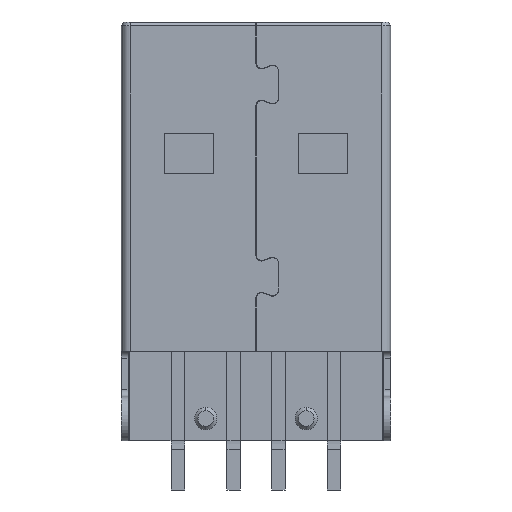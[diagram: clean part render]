
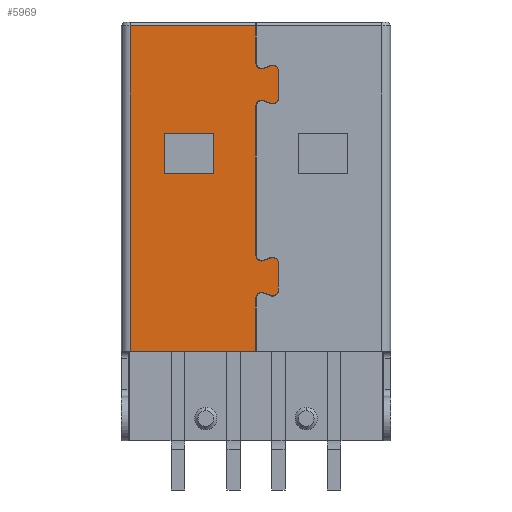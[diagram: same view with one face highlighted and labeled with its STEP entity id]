
A CAD part, front view. The second image highlights one B-rep face of the part: STEP entity #5969.
In plain terms, the highlighted planar face has unit normal (0, -1, 0).
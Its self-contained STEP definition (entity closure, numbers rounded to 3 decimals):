
#1310=DIRECTION('',(0.,0.,-1.));
#1311=VECTOR('',#1310,1.677);
#1312=CARTESIAN_POINT('',(0.,-2.25,9.202));
#1313=LINE('',#1312,#1311);
#1314=CARTESIAN_POINT('',(0.25,-2.25,7.525));
#1315=DIRECTION('',(0.,-1.,0.));
#1316=DIRECTION('',(-1.,0.,0.));
#1317=AXIS2_PLACEMENT_3D('',#1314,#1315,#1316);
#1319=DIRECTION('',(0.94,0.,0.342));
#1320=VECTOR('',#1319,0.35);
#1321=CARTESIAN_POINT('',(0.336,-2.25,7.29));
#1322=LINE('',#1321,#1320);
#1323=CARTESIAN_POINT('',(0.75,-2.25,7.175));
#1324=DIRECTION('',(0.,-1.,0.));
#1325=DIRECTION('',(1.,0.,0.));
#1326=AXIS2_PLACEMENT_3D('',#1323,#1324,#1325);
#1328=DIRECTION('',(0.,0.,-1.));
#1329=VECTOR('',#1328,1.2);
#1330=CARTESIAN_POINT('',(1.,-2.25,7.175));
#1331=LINE('',#1330,#1329);
#1332=CARTESIAN_POINT('',(0.75,-2.25,5.975));
#1333=DIRECTION('',(0.,-1.,0.));
#1334=DIRECTION('',(-0.342,0.,-0.94));
#1335=AXIS2_PLACEMENT_3D('',#1332,#1333,#1334);
#1337=DIRECTION('',(-0.94,0.,0.342));
#1338=VECTOR('',#1337,0.35);
#1339=CARTESIAN_POINT('',(0.664,-2.25,5.74));
#1340=LINE('',#1339,#1338);
#1341=CARTESIAN_POINT('',(0.25,-2.25,5.625));
#1342=DIRECTION('',(0.,-1.,0.));
#1343=DIRECTION('',(0.342,0.,0.94));
#1344=AXIS2_PLACEMENT_3D('',#1341,#1342,#1343);
#1346=DIRECTION('',(0.,0.,-1.));
#1347=VECTOR('',#1346,6.7);
#1348=CARTESIAN_POINT('',(0.,-2.25,5.625));
#1349=LINE('',#1348,#1347);
#1350=CARTESIAN_POINT('',(0.25,-2.25,-1.075));
#1351=DIRECTION('',(0.,-1.,0.));
#1352=DIRECTION('',(-1.,0.,0.));
#1353=AXIS2_PLACEMENT_3D('',#1350,#1351,#1352);
#1355=DIRECTION('',(0.94,0.,0.342));
#1356=VECTOR('',#1355,0.35);
#1357=CARTESIAN_POINT('',(0.336,-2.25,-1.31));
#1358=LINE('',#1357,#1356);
#1359=CARTESIAN_POINT('',(0.75,-2.25,-1.425));
#1360=DIRECTION('',(0.,-1.,0.));
#1361=DIRECTION('',(1.,0.,0.));
#1362=AXIS2_PLACEMENT_3D('',#1359,#1360,#1361);
#1364=DIRECTION('',(0.,0.,-1.));
#1365=VECTOR('',#1364,1.2);
#1366=CARTESIAN_POINT('',(1.,-2.25,-1.425));
#1367=LINE('',#1366,#1365);
#1368=CARTESIAN_POINT('',(0.75,-2.25,-2.625));
#1369=DIRECTION('',(0.,-1.,0.));
#1370=DIRECTION('',(-0.342,0.,-0.94));
#1371=AXIS2_PLACEMENT_3D('',#1368,#1369,#1370);
#1373=DIRECTION('',(-0.94,0.,0.342));
#1374=VECTOR('',#1373,0.35);
#1375=CARTESIAN_POINT('',(0.664,-2.25,-2.86));
#1376=LINE('',#1375,#1374);
#1377=CARTESIAN_POINT('',(0.25,-2.25,-2.975));
#1378=DIRECTION('',(0.,-1.,0.));
#1379=DIRECTION('',(0.342,0.,0.94));
#1380=AXIS2_PLACEMENT_3D('',#1377,#1378,#1379);
#1382=DIRECTION('',(0.,0.,1.));
#1383=VECTOR('',#1382,2.4);
#1384=CARTESIAN_POINT('',(0.,-2.25,-5.375));
#1385=LINE('',#1384,#1383);
#1386=DIRECTION('',(1.,0.,0.));
#1387=VECTOR('',#1386,5.625);
#1388=CARTESIAN_POINT('',(-5.625,-2.25,-5.375));
#1389=LINE('',#1388,#1387);
#1390=DIRECTION('',(0.,0.,1.));
#1391=VECTOR('',#1390,14.577);
#1392=CARTESIAN_POINT('',(-5.625,-2.25,-5.375));
#1393=LINE('',#1392,#1391);
#1394=DIRECTION('',(1.,0.,0.));
#1395=VECTOR('',#1394,5.625);
#1396=CARTESIAN_POINT('',(-5.625,-2.25,
9.202));
#1397=LINE('',#1396,#1395);
#1414=DIRECTION('',(0.,0.,-1.));
#1415=VECTOR('',#1414,1.8);
#1416=CARTESIAN_POINT('',(-4.1,-2.25,4.375));
#1417=LINE('',#1416,#1415);
#1418=DIRECTION('',(1.,0.,0.));
#1419=VECTOR('',#1418,2.2);
#1420=CARTESIAN_POINT('',(-4.1,-2.25,2.575));
#1421=LINE('',#1420,#1419);
#1422=DIRECTION('',(0.,0.,1.));
#1423=VECTOR('',#1422,1.8);
#1424=CARTESIAN_POINT('',(-1.9,-2.25,2.575));
#1425=LINE('',#1424,#1423);
#1426=DIRECTION('',(-1.,0.,0.));
#1427=VECTOR('',#1426,2.2);
#1428=CARTESIAN_POINT('',(-1.9,-2.25,4.375));
#1429=LINE('',#1428,#1427);
#3360=CARTESIAN_POINT('',(-5.625,-2.25,-5.375));
#3362=VERTEX_POINT('',#3360);
#3418=CARTESIAN_POINT('',(-5.625,-2.25,9.202));
#3420=VERTEX_POINT('',#3418);
#3753=CARTESIAN_POINT('',(0.,-2.25,9.202));
#3754=CARTESIAN_POINT('',(0.,-2.25,7.525));
#3755=VERTEX_POINT('',#3753);
#3756=VERTEX_POINT('',#3754);
#3757=CARTESIAN_POINT('',(0.336,-2.25,7.29));
#3758=VERTEX_POINT('',#3757);
#3759=CARTESIAN_POINT('',(0.664,-2.25,7.41));
#3760=VERTEX_POINT('',#3759);
#3761=CARTESIAN_POINT('',(1.,-2.25,7.175));
#3762=VERTEX_POINT('',#3761);
#3763=CARTESIAN_POINT('',(1.,-2.25,5.975));
#3764=VERTEX_POINT('',#3763);
#3765=CARTESIAN_POINT('',(0.664,-2.25,5.74));
#3766=VERTEX_POINT('',#3765);
#3767=CARTESIAN_POINT('',(0.336,-2.25,5.86));
#3768=VERTEX_POINT('',#3767);
#3769=CARTESIAN_POINT('',(0.,-2.25,5.625));
#3770=VERTEX_POINT('',#3769);
#3771=CARTESIAN_POINT('',(0.,-2.25,-1.075));
#3772=VERTEX_POINT('',#3771);
#3773=CARTESIAN_POINT('',(0.336,-2.25,-1.31));
#3774=VERTEX_POINT('',#3773);
#3775=CARTESIAN_POINT('',(0.664,-2.25,-1.19));
#3776=VERTEX_POINT('',#3775);
#3777=CARTESIAN_POINT('',(1.,-2.25,-1.425));
#3778=VERTEX_POINT('',#3777);
#3779=CARTESIAN_POINT('',(1.,-2.25,-2.625));
#3780=VERTEX_POINT('',#3779);
#3781=CARTESIAN_POINT('',(0.664,-2.25,-2.86));
#3782=VERTEX_POINT('',#3781);
#3783=CARTESIAN_POINT('',(0.336,-2.25,-2.74));
#3784=VERTEX_POINT('',#3783);
#3785=CARTESIAN_POINT('',(0.,-2.25,-2.975));
#3786=VERTEX_POINT('',#3785);
#3787=CARTESIAN_POINT('',(0.,-2.25,-5.375));
#3788=VERTEX_POINT('',#3787);
#3865=CARTESIAN_POINT('',(-4.1,-2.25,4.375));
#3866=CARTESIAN_POINT('',(-4.1,-2.25,2.575));
#3867=VERTEX_POINT('',#3865);
#3868=VERTEX_POINT('',#3866);
#3869=CARTESIAN_POINT('',(-1.9,-2.25,2.575));
#3870=VERTEX_POINT('',#3869);
#3871=CARTESIAN_POINT('',(-1.9,-2.25,4.375));
#3872=VERTEX_POINT('',#3871);
#5914=CARTESIAN_POINT('',(-5.625,-2.25,-9.375));
#5915=DIRECTION('',(0.,-1.,0.));
#5916=DIRECTION('',(1.,0.,0.));
#5917=AXIS2_PLACEMENT_3D('',#5914,#5915,#5916);
#5918=PLANE('',#5917);
#5920=ORIENTED_EDGE('',*,*,#5919,.T.);
#5922=ORIENTED_EDGE('',*,*,#5921,.T.);
#5924=ORIENTED_EDGE('',*,*,#5923,.T.);
#5926=ORIENTED_EDGE('',*,*,#5925,.F.);
#5928=ORIENTED_EDGE('',*,*,#5927,.T.);
#5930=ORIENTED_EDGE('',*,*,#5929,.F.);
#5932=ORIENTED_EDGE('',*,*,#5931,.T.);
#5934=ORIENTED_EDGE('',*,*,#5933,.T.);
#5936=ORIENTED_EDGE('',*,*,#5935,.T.);
#5938=ORIENTED_EDGE('',*,*,#5937,.T.);
#5940=ORIENTED_EDGE('',*,*,#5939,.T.);
#5942=ORIENTED_EDGE('',*,*,#5941,.F.);
#5944=ORIENTED_EDGE('',*,*,#5943,.T.);
#5946=ORIENTED_EDGE('',*,*,#5945,.F.);
#5948=ORIENTED_EDGE('',*,*,#5947,.T.);
#5950=ORIENTED_EDGE('',*,*,#5949,.T.);
#5952=ORIENTED_EDGE('',*,*,#5951,.F.);
#5953=ORIENTED_EDGE('',*,*,#4595,.F.);
#5955=ORIENTED_EDGE('',*,*,#5954,.T.);
#5956=ORIENTED_EDGE('',*,*,#5302,.T.);
#5957=EDGE_LOOP('',(#5920,#5922,#5924,#5926,#5928,#5930,#5932,#5934,#5936,#5938,
#5940,#5942,#5944,#5946,#5948,#5950,#5952,#5953,#5955,#5956));
#5958=FACE_OUTER_BOUND('',#5957,.F.);
#5960=ORIENTED_EDGE('',*,*,#5959,.T.);
#5962=ORIENTED_EDGE('',*,*,#5961,.T.);
#5964=ORIENTED_EDGE('',*,*,#5963,.T.);
#5966=ORIENTED_EDGE('',*,*,#5965,.T.);
#5967=EDGE_LOOP('',(#5960,#5962,#5964,#5966));
#5968=FACE_BOUND('',#5967,.F.);
#5969=ADVANCED_FACE('',(#5958,#5968),#5918,.T.);
#1318=CIRCLE('',#1317,0.25);
#1327=CIRCLE('',#1326,0.25);
#1336=CIRCLE('',#1335,0.25);
#1345=CIRCLE('',#1344,0.25);
#1354=CIRCLE('',#1353,0.25);
#1363=CIRCLE('',#1362,0.25);
#1372=CIRCLE('',#1371,0.25);
#1381=CIRCLE('',#1380,0.25);
#4595=EDGE_CURVE('',#3362,#3788,#1389,.T.);
#5302=EDGE_CURVE('',#3420,#3755,#1397,.T.);
#5919=EDGE_CURVE('',#3755,#3756,#1313,.T.);
#5921=EDGE_CURVE('',#3756,#3758,#1318,.T.);
#5923=EDGE_CURVE('',#3758,#3760,#1322,.T.);
#5925=EDGE_CURVE('',#3762,#3760,#1327,.T.);
#5927=EDGE_CURVE('',#3762,#3764,#1331,.T.);
#5929=EDGE_CURVE('',#3766,#3764,#1336,.T.);
#5931=EDGE_CURVE('',#3766,#3768,#1340,.T.);
#5933=EDGE_CURVE('',#3768,#3770,#1345,.T.);
#5935=EDGE_CURVE('',#3770,#3772,#1349,.T.);
#5937=EDGE_CURVE('',#3772,#3774,#1354,.T.);
#5939=EDGE_CURVE('',#3774,#3776,#1358,.T.);
#5941=EDGE_CURVE('',#3778,#3776,#1363,.T.);
#5943=EDGE_CURVE('',#3778,#3780,#1367,.T.);
#5945=EDGE_CURVE('',#3782,#3780,#1372,.T.);
#5947=EDGE_CURVE('',#3782,#3784,#1376,.T.);
#5949=EDGE_CURVE('',#3784,#3786,#1381,.T.);
#5951=EDGE_CURVE('',#3788,#3786,#1385,.T.);
#5954=EDGE_CURVE('',#3362,#3420,#1393,.T.);
#5959=EDGE_CURVE('',#3867,#3868,#1417,.T.);
#5961=EDGE_CURVE('',#3868,#3870,#1421,.T.);
#5963=EDGE_CURVE('',#3870,#3872,#1425,.T.);
#5965=EDGE_CURVE('',#3872,#3867,#1429,.T.);
